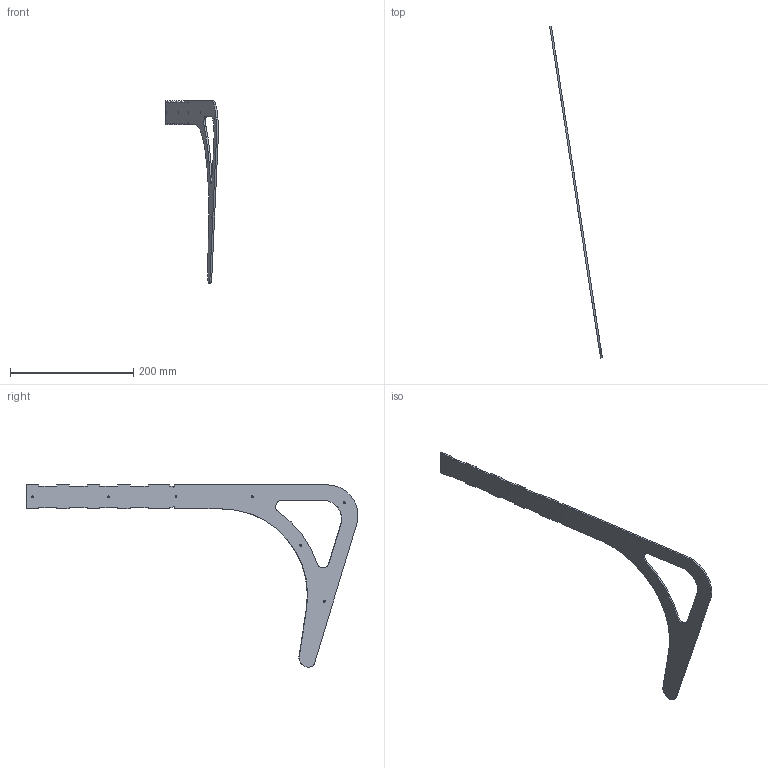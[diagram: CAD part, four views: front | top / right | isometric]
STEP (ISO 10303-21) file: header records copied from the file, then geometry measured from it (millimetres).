
FILE_DESCRIPTION(/* description */ (''),/* implementation_level */ '2;1');
FILE_NAME(/* name */ 'inside leg.step',/* time_stamp */ '2018-01-13T14:28:38-05:00',/* author */ (''),/* organization */ (''),/* preprocessor_version */ 'ST-DEVELOPER v16.13',/* originating_system */ 'Autodesk Translation Framework v6.5.0.72',/* authorisation */ '');
FILE_SCHEMA (('AUTOMOTIVE_DESIGN { 1 0 10303 214 3 1 1 }'));
Length unit declared in the file: millimetre
Products named in the file (1): inside leg
Bounding box: 85.42 x 537.65 x 295.23 mm (x, y, z)
Volume: 92767.7 mm3; surface area: 67903.2 mm2
Topology: 1 solids, 1 shells, 84 faces, 246 edges, 164 vertices
Faces by surface type: plane 49, cylinder 35
Full cylindrical faces by diameter (mm): 3 x7
Entity records: 2872 total; most frequent: CARTESIAN_POINT 495, ORIENTED_EDGE 492, DIRECTION 486, EDGE_CURVE 246, LINE 176, VECTOR 176, VERTEX_POINT 164, AXIS2_PLACEMENT_3D 155
